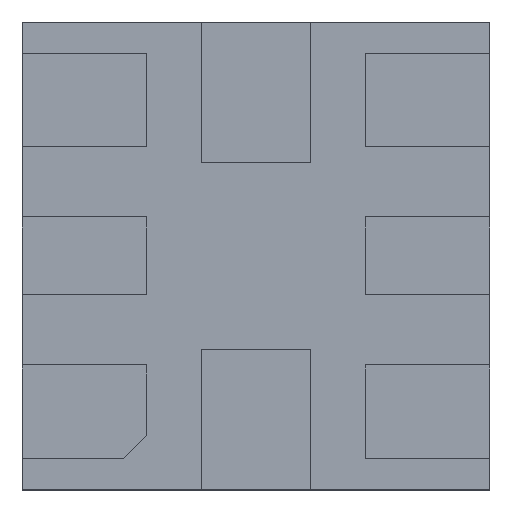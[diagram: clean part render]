
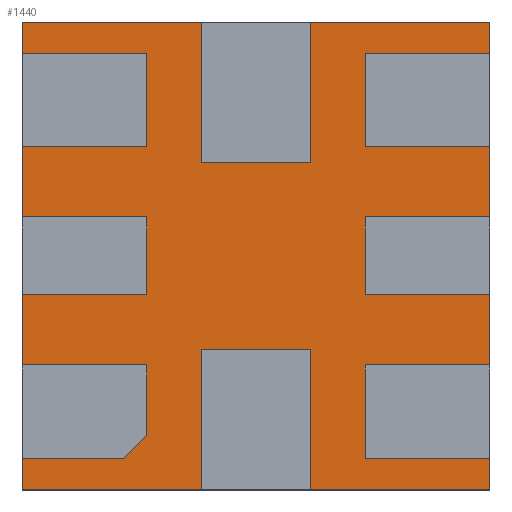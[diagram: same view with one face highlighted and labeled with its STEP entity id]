
A CAD part, top view. The second image highlights one B-rep face of the part: STEP entity #1440.
In plain terms, the highlighted planar face has unit normal (0, 0, 1).
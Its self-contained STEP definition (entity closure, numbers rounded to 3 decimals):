
#41 = DIRECTION ( 'NONE',  ( 1., 0., 0. ) ) ;
#48 = DIRECTION ( 'NONE',  ( 0., 1., 0. ) ) ;
#60 = CARTESIAN_POINT ( 'NONE',  ( 0., 0., 0.5 ) ) ;
#66 = VECTOR ( 'NONE', #1078, 1000. ) ;
#80 = CARTESIAN_POINT ( 'NONE',  ( 0., -0.75, 0.5 ) ) ;
#148 = ORIENTED_EDGE ( 'NONE', *, *, #730, .T. ) ;
#156 = EDGE_CURVE ( 'NONE', #664, #260, #749, .T. ) ;
#260 = VERTEX_POINT ( 'NONE', #1670 ) ;
#278 = ORIENTED_EDGE ( 'NONE', *, *, #1484, .T. ) ;
#307 = LINE ( 'NONE', #897, #1357 ) ;
#353 = CARTESIAN_POINT ( 'NONE',  ( -0.75, 0., 0.5 ) ) ;
#366 = DIRECTION ( 'NONE',  ( 0., -1., 0. ) ) ;
#378 = LINE ( 'NONE', #80, #66 ) ;
#413 = ORIENTED_EDGE ( 'NONE', *, *, #156, .T. ) ;
#423 = AXIS2_PLACEMENT_3D ( 'NONE', #60, #1737, #41 ) ;
#485 = CARTESIAN_POINT ( 'NONE',  ( 0.75, 0.75, 0.5 ) ) ;
#492 = CARTESIAN_POINT ( 'NONE',  ( 0.75, -0.75, 0.5 ) ) ;
#507 = CARTESIAN_POINT ( 'NONE',  ( 0., 0.75, 0.5 ) ) ;
#582 = EDGE_LOOP ( 'NONE', ( #1164, #278, #413, #148 ) ) ;
#664 = VERTEX_POINT ( 'NONE', #972 ) ;
#730 = EDGE_CURVE ( 'NONE', #260, #966, #378, .T. ) ;
#737 = FACE_OUTER_BOUND ( 'NONE', #582, .T. ) ;
#749 = LINE ( 'NONE', #353, #1115 ) ;
#897 = CARTESIAN_POINT ( 'NONE',  ( 0.75, 0., 0.5 ) ) ;
#939 = VERTEX_POINT ( 'NONE', #485 ) ;
#966 = VERTEX_POINT ( 'NONE', #492 ) ;
#972 = CARTESIAN_POINT ( 'NONE',  ( -0.75, 0.75, 0.5 ) ) ;
#1030 = PLANE ( 'NONE',  #423 ) ;
#1052 = LINE ( 'NONE', #507, #1669 ) ;
#1078 = DIRECTION ( 'NONE',  ( 1., 0., 0. ) ) ;
#1115 = VECTOR ( 'NONE', #366, 1000. ) ;
#1164 = ORIENTED_EDGE ( 'NONE', *, *, #1307, .T. ) ;
#1207 = DIRECTION ( 'NONE',  ( -1., 0., 0. ) ) ;
#1307 = EDGE_CURVE ( 'NONE', #966, #939, #307, .T. ) ;
#1357 = VECTOR ( 'NONE', #48, 1000. ) ;
#1440 = ADVANCED_FACE ( 'NONE', ( #737 ), #1030, .T. ) ;
#1484 = EDGE_CURVE ( 'NONE', #939, #664, #1052, .T. ) ;
#1669 = VECTOR ( 'NONE', #1207, 1000. ) ;
#1670 = CARTESIAN_POINT ( 'NONE',  ( -0.75, -0.75, 0.5 ) ) ;
#1737 = DIRECTION ( 'NONE',  ( 0., 0., 1. ) ) ;
